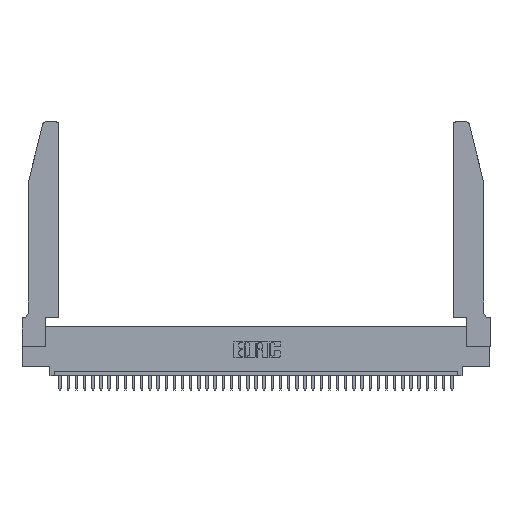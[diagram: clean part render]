
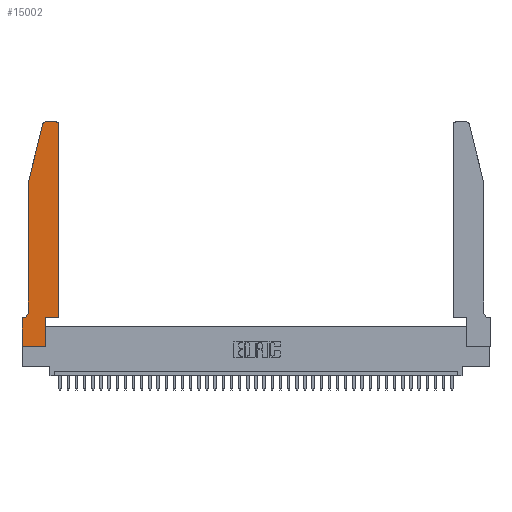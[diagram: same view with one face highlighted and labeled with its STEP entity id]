
A CAD part, top view. The second image highlights one B-rep face of the part: STEP entity #15002.
In plain terms, the highlighted planar face has unit normal (0, 0, 1).
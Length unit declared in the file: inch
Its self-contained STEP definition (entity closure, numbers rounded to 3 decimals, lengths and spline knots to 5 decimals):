
#314 = AXIS2_PLACEMENT_3D ( 'NONE', #6480, #38489, #38100 ) ;
#509 = ORIENTED_EDGE ( 'NONE', *, *, #34907, .T. ) ;
#897 = CIRCLE ( 'NONE', #4323, 0.03 ) ;
#1031 = ORIENTED_EDGE ( 'NONE', *, *, #11184, .T. ) ;
#1309 = DIRECTION ( 'NONE',  ( -1., 0., 0. ) ) ;
#1760 = VERTEX_POINT ( 'NONE', #6402 ) ;
#1928 = ORIENTED_EDGE ( 'NONE', *, *, #32537, .T. ) ;
#3366 = CARTESIAN_POINT ( 'NONE',  ( 0.0755, 0.35, 0.37 ) ) ;
#3598 = ORIENTED_EDGE ( 'NONE', *, *, #33671, .T. ) ;
#4218 = CARTESIAN_POINT ( 'NONE',  ( 0.0755, 2., 0.37 ) ) ;
#4323 = AXIS2_PLACEMENT_3D ( 'NONE', #14114, #13571, #32810 ) ;
#4862 = AXIS2_PLACEMENT_3D ( 'NONE', #33218, #29791, #30209 ) ;
#4981 = LINE ( 'NONE', #23291, #7429 ) ;
#6402 = CARTESIAN_POINT ( 'NONE',  ( 0.4505, 2.72, 0.37 ) ) ;
#6421 = VERTEX_POINT ( 'NONE', #7834 ) ;
#6480 = CARTESIAN_POINT ( 'NONE',  ( 0.4205, 2.72, 0.37 ) ) ;
#6502 = EDGE_CURVE ( 'NONE', #21817, #7665, #7076, .T. ) ;
#6637 = CIRCLE ( 'NONE', #7058, 0.07 ) ;
#6770 = DIRECTION ( 'NONE',  ( -1., 0., 0. ) ) ;
#6838 = ORIENTED_EDGE ( 'NONE', *, *, #34426, .T. ) ;
#7058 = AXIS2_PLACEMENT_3D ( 'NONE', #17672, #39794, #30288 ) ;
#7076 = LINE ( 'NONE', #17732, #30365 ) ;
#7429 = VECTOR ( 'NONE', #1309, 39.37008 ) ;
#7665 = VERTEX_POINT ( 'NONE', #4218 ) ;
#7772 = EDGE_CURVE ( 'NONE', #17168, #24507, #4981, .T. ) ;
#7834 = CARTESIAN_POINT ( 'NONE',  ( 0., 0., 0.37 ) ) ;
#8599 = ORIENTED_EDGE ( 'NONE', *, *, #40725, .T. ) ;
#8839 = CARTESIAN_POINT ( 'NONE',  ( 0.4505, 0.35, 0.37 ) ) ;
#8926 = VECTOR ( 'NONE', #6770, 39.37008 ) ;
#9047 = LINE ( 'NONE', #31253, #16937 ) ;
#11184 = EDGE_CURVE ( 'NONE', #12016, #33450, #20516, .T. ) ;
#11470 = EDGE_CURVE ( 'NONE', #21677, #35724, #6637, .T. ) ;
#11858 = LINE ( 'NONE', #3366, #8926 ) ;
#12016 = VERTEX_POINT ( 'NONE', #16954 ) ;
#12244 = DIRECTION ( 'NONE',  ( 0., 1., 0. ) ) ;
#13571 = DIRECTION ( 'NONE',  ( 0., 0., 1. ) ) ;
#14021 = CARTESIAN_POINT ( 'NONE',  ( 0.2865, 0.35, 0.37 ) ) ;
#14114 = CARTESIAN_POINT ( 'NONE',  ( 0.284, 2.72, 0.37 ) ) ;
#14160 = EDGE_CURVE ( 'NONE', #15741, #1760, #38509, .T. ) ;
#14312 = FACE_OUTER_BOUND ( 'NONE', #39174, .T. ) ;
#14533 = VECTOR ( 'NONE', #21400, 39.37008 ) ;
#14962 = ORIENTED_EDGE ( 'NONE', *, *, #7772, .T. ) ;
#15002 = ADVANCED_FACE ( 'NONE', ( #14312 ), #23693, .T. ) ;
#15741 = VERTEX_POINT ( 'NONE', #33998 ) ;
#16937 = VECTOR ( 'NONE', #37821, 39.37008 ) ;
#16954 = CARTESIAN_POINT ( 'NONE',  ( 0.2865, 0., 0.37 ) ) ;
#16981 = VECTOR ( 'NONE', #28512, 39.37008 ) ;
#17168 = VERTEX_POINT ( 'NONE', #39517 ) ;
#17672 = CARTESIAN_POINT ( 'NONE',  ( 0.0055, 0.42, 0.37 ) ) ;
#17688 = VECTOR ( 'NONE', #26658, 39.37008 ) ;
#17732 = CARTESIAN_POINT ( 'NONE',  ( 0.0755, 2., 0.37 ) ) ;
#18842 = EDGE_CURVE ( 'NONE', #24260, #6421, #9047, .T. ) ;
#20516 = LINE ( 'NONE', #34196, #14533 ) ;
#20944 = DIRECTION ( 'NONE',  ( -0.239, -0.971, 0. ) ) ;
#20964 = EDGE_CURVE ( 'NONE', #33450, #15741, #23651, .T. ) ;
#21400 = DIRECTION ( 'NONE',  ( 0., 1., 0. ) ) ;
#21677 = VERTEX_POINT ( 'NONE', #31044 ) ;
#21747 = CARTESIAN_POINT ( 'NONE',  ( 0.284, 2.75, 0.37 ) ) ;
#21817 = VERTEX_POINT ( 'NONE', #27518 ) ;
#22737 = VECTOR ( 'NONE', #12244, 39.37008 ) ;
#23291 = CARTESIAN_POINT ( 'NONE',  ( 0.2605, 2.75, 0.37 ) ) ;
#23447 = CARTESIAN_POINT ( 'NONE',  ( 0.0055, 0.35, 0.37 ) ) ;
#23651 = LINE ( 'NONE', #8839, #17688 ) ;
#23693 = PLANE ( 'NONE',  #4862 ) ;
#24260 = VERTEX_POINT ( 'NONE', #33568 ) ;
#24507 = VERTEX_POINT ( 'NONE', #21747 ) ;
#25744 = ORIENTED_EDGE ( 'NONE', *, *, #14160, .T. ) ;
#26658 = DIRECTION ( 'NONE',  ( 1., 0., 0. ) ) ;
#26722 = ORIENTED_EDGE ( 'NONE', *, *, #20964, .T. ) ;
#27453 = ORIENTED_EDGE ( 'NONE', *, *, #18842, .T. ) ;
#27518 = CARTESIAN_POINT ( 'NONE',  ( 0.25487, 2.72718, 0.37 ) ) ;
#28512 = DIRECTION ( 'NONE',  ( 0., -1., 0. ) ) ;
#28917 = CARTESIAN_POINT ( 'NONE',  ( 0., 0., 0.37 ) ) ;
#29164 = CIRCLE ( 'NONE', #314, 0.03 ) ;
#29791 = DIRECTION ( 'NONE',  ( 0., 0., 1. ) ) ;
#30104 = ORIENTED_EDGE ( 'NONE', *, *, #6502, .T. ) ;
#30209 = DIRECTION ( 'NONE',  ( 1., 0., 0. ) ) ;
#30288 = DIRECTION ( 'NONE',  ( -1., 0., 0. ) ) ;
#30365 = VECTOR ( 'NONE', #20944, 39.37008 ) ;
#31044 = CARTESIAN_POINT ( 'NONE',  ( 0.0755, 0.42, 0.37 ) ) ;
#31253 = CARTESIAN_POINT ( 'NONE',  ( 0., 0., 0.37 ) ) ;
#31375 = CARTESIAN_POINT ( 'NONE',  ( 0.4505, 0.35, 0.37 ) ) ;
#32537 = EDGE_CURVE ( 'NONE', #35724, #24260, #11858, .T. ) ;
#32810 = DIRECTION ( 'NONE',  ( 1., 0., 0. ) ) ;
#33011 = LINE ( 'NONE', #28917, #39413 ) ;
#33218 = CARTESIAN_POINT ( 'NONE',  ( 0., 0.35, 0.37 ) ) ;
#33309 = LINE ( 'NONE', #40926, #16981 ) ;
#33450 = VERTEX_POINT ( 'NONE', #14021 ) ;
#33568 = CARTESIAN_POINT ( 'NONE',  ( 0., 0.35, 0.37 ) ) ;
#33671 = EDGE_CURVE ( 'NONE', #1760, #17168, #29164, .T. ) ;
#33998 = CARTESIAN_POINT ( 'NONE',  ( 0.4505, 0.35, 0.37 ) ) ;
#34196 = CARTESIAN_POINT ( 'NONE',  ( 0.2865, 0.35, 0.37 ) ) ;
#34426 = EDGE_CURVE ( 'NONE', #24507, #21817, #897, .T. ) ;
#34907 = EDGE_CURVE ( 'NONE', #6421, #12016, #33011, .T. ) ;
#35724 = VERTEX_POINT ( 'NONE', #23447 ) ;
#35933 = ORIENTED_EDGE ( 'NONE', *, *, #11470, .T. ) ;
#37821 = DIRECTION ( 'NONE',  ( 0., -1., 0. ) ) ;
#38100 = DIRECTION ( 'NONE',  ( 1., 0., 0. ) ) ;
#38489 = DIRECTION ( 'NONE',  ( 0., 0., 1. ) ) ;
#38509 = LINE ( 'NONE', #31375, #22737 ) ;
#38658 = DIRECTION ( 'NONE',  ( 1., 0., 0. ) ) ;
#39174 = EDGE_LOOP ( 'NONE', ( #14962, #6838, #30104, #8599, #35933, #1928, #27453, #509, #1031, #26722, #25744, #3598 ) ) ;
#39413 = VECTOR ( 'NONE', #38658, 39.37008 ) ;
#39517 = CARTESIAN_POINT ( 'NONE',  ( 0.4205, 2.75, 0.37 ) ) ;
#39794 = DIRECTION ( 'NONE',  ( 0., 0., -1. ) ) ;
#40725 = EDGE_CURVE ( 'NONE', #7665, #21677, #33309, .T. ) ;
#40926 = CARTESIAN_POINT ( 'NONE',  ( 0.0755, 2., 0.37 ) ) ;
